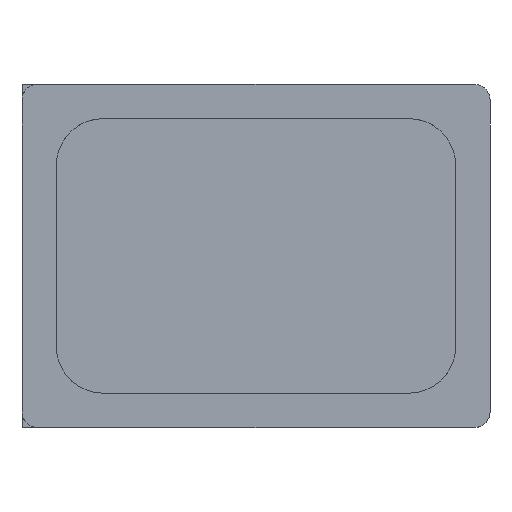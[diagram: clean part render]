
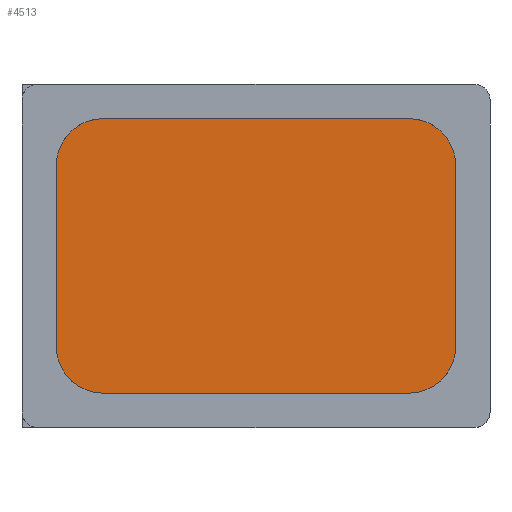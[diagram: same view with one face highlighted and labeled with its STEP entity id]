
A CAD part, top view. The second image highlights one B-rep face of the part: STEP entity #4513.
In plain terms, the highlighted planar face has unit normal (0, 0, 1).
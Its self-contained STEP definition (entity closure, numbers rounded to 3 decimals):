
#313=FACE_OUTER_BOUND('',#526,.T.);
#526=EDGE_LOOP('',(#3922,#3923,#3924,#3925,#3926,#3927,#3928,#3929,#3930,
#3931,#3932,#3933,#3934,#3935,#3936,#3937));
#596=CIRCLE('',#4774,1.05);
#597=CIRCLE('',#4775,1.05);
#598=CIRCLE('',#4776,1.05);
#599=CIRCLE('',#4777,1.05);
#1080=LINE('',#7112,#1596);
#1083=LINE('',#7163,#1599);
#1086=LINE('',#7233,#1602);
#1089=LINE('',#7319,#1605);
#1092=LINE('',#7354,#1608);
#1095=LINE('',#7440,#1611);
#1098=LINE('',#7475,#1614);
#1101=LINE('',#7561,#1617);
#1110=LINE('',#7588,#1626);
#1114=LINE('',#7594,#1630);
#1118=LINE('',#7600,#1634);
#1122=LINE('',#7606,#1638);
#1596=VECTOR('',#5793,1.05);
#1599=VECTOR('',#5796,1.05);
#1602=VECTOR('',#5801,1.05);
#1605=VECTOR('',#5806,1.05);
#1608=VECTOR('',#5809,1.05);
#1611=VECTOR('',#5814,1.05);
#1614=VECTOR('',#5817,1.05);
#1617=VECTOR('',#5822,1.05);
#1626=VECTOR('',#5851,5.5);
#1630=VECTOR('',#5859,9.5);
#1634=VECTOR('',#5867,5.5);
#1638=VECTOR('',#5875,9.5);
#2008=VERTEX_POINT('',#7109);
#2009=VERTEX_POINT('',#7111);
#2014=VERTEX_POINT('',#7160);
#2015=VERTEX_POINT('',#7162);
#2018=VERTEX_POINT('',#7230);
#2019=VERTEX_POINT('',#7232);
#2021=VERTEX_POINT('',#7270);
#2025=VERTEX_POINT('',#7318);
#2028=VERTEX_POINT('',#7351);
#2029=VERTEX_POINT('',#7353);
#2031=VERTEX_POINT('',#7391);
#2035=VERTEX_POINT('',#7439);
#2038=VERTEX_POINT('',#7472);
#2039=VERTEX_POINT('',#7474);
#2041=VERTEX_POINT('',#7512);
#2045=VERTEX_POINT('',#7560);
#2609=EDGE_CURVE('',#2009,#2008,#1080,.T.);
#2615=EDGE_CURVE('',#2015,#2014,#1083,.T.);
#2618=EDGE_CURVE('',#2014,#2009,#596,.T.);
#2621=EDGE_CURVE('',#2019,#2018,#1086,.T.);
#2626=EDGE_CURVE('',#2021,#2019,#597,.T.);
#2629=EDGE_CURVE('',#2025,#2021,#1089,.T.);
#2633=EDGE_CURVE('',#2029,#2028,#1092,.T.);
#2638=EDGE_CURVE('',#2031,#2029,#598,.T.);
#2641=EDGE_CURVE('',#2035,#2031,#1095,.T.);
#2645=EDGE_CURVE('',#2039,#2038,#1098,.T.);
#2650=EDGE_CURVE('',#2041,#2039,#599,.T.);
#2653=EDGE_CURVE('',#2045,#2041,#1101,.T.);
#2669=EDGE_CURVE('',#2015,#2018,#1110,.T.);
#2673=EDGE_CURVE('',#2025,#2038,#1114,.T.);
#2677=EDGE_CURVE('',#2045,#2028,#1118,.T.);
#2681=EDGE_CURVE('',#2035,#2008,#1122,.T.);
#3922=ORIENTED_EDGE('',*,*,#2618,.T.);
#3923=ORIENTED_EDGE('',*,*,#2609,.T.);
#3924=ORIENTED_EDGE('',*,*,#2681,.F.);
#3925=ORIENTED_EDGE('',*,*,#2641,.T.);
#3926=ORIENTED_EDGE('',*,*,#2638,.T.);
#3927=ORIENTED_EDGE('',*,*,#2633,.T.);
#3928=ORIENTED_EDGE('',*,*,#2677,.F.);
#3929=ORIENTED_EDGE('',*,*,#2653,.T.);
#3930=ORIENTED_EDGE('',*,*,#2650,.T.);
#3931=ORIENTED_EDGE('',*,*,#2645,.T.);
#3932=ORIENTED_EDGE('',*,*,#2673,.F.);
#3933=ORIENTED_EDGE('',*,*,#2629,.T.);
#3934=ORIENTED_EDGE('',*,*,#2626,.T.);
#3935=ORIENTED_EDGE('',*,*,#2621,.T.);
#3936=ORIENTED_EDGE('',*,*,#2669,.F.);
#3937=ORIENTED_EDGE('',*,*,#2615,.T.);
#4092=PLANE('',#4801);
#4513=ADVANCED_FACE('',(#313),#4092,.F.);
#4774=AXIS2_PLACEMENT_3D('',#7199,#5798,#5799);
#4775=AXIS2_PLACEMENT_3D('',#7279,#5804,#5805);
#4776=AXIS2_PLACEMENT_3D('',#7400,#5812,#5813);
#4777=AXIS2_PLACEMENT_3D('',#7521,#5820,#5821);
#4801=AXIS2_PLACEMENT_3D('',#7614,#5890,#5891);
#5793=DIRECTION('',(1.,0.,0.));
#5796=DIRECTION('',(0.,-1.,0.));
#5798=DIRECTION('center_axis',(0.,0.,1.));
#5799=DIRECTION('ref_axis',(-1.,0.,0.));
#5801=DIRECTION('',(0.,-1.,0.));
#5804=DIRECTION('center_axis',(0.,0.,1.));
#5805=DIRECTION('ref_axis',(0.,1.,0.));
#5806=DIRECTION('',(-1.,0.,0.));
#5809=DIRECTION('',(0.,1.,0.));
#5812=DIRECTION('center_axis',(0.,0.,1.));
#5813=DIRECTION('ref_axis',(0.,-1.,0.));
#5814=DIRECTION('',(1.,0.,0.));
#5817=DIRECTION('',(-1.,0.,0.));
#5820=DIRECTION('center_axis',(0.,0.,1.));
#5821=DIRECTION('ref_axis',(1.,0.,0.));
#5822=DIRECTION('',(0.,1.,0.));
#5851=DIRECTION('',(0.,1.,0.));
#5859=DIRECTION('',(1.,0.,0.));
#5867=DIRECTION('',(0.,-1.,0.));
#5875=DIRECTION('',(-1.,0.,0.));
#5890=DIRECTION('center_axis',(0.,0.,-1.));
#5891=DIRECTION('ref_axis',(-1.,0.,0.));
#7109=CARTESIAN_POINT('',(2.75,0.65,2.715));
#7111=CARTESIAN_POINT('',(1.7,0.65,2.715));
#7112=CARTESIAN_POINT('',(2.228,0.65,2.715));
#7160=CARTESIAN_POINT('',(0.65,1.7,2.715));
#7162=CARTESIAN_POINT('',(0.65,2.75,2.715));
#7163=CARTESIAN_POINT('',(0.65,2.227,2.715));
#7199=CARTESIAN_POINT('Origin',(1.7,1.7,2.715));
#7230=CARTESIAN_POINT('',(0.65,8.25,2.715));
#7232=CARTESIAN_POINT('',(0.65,9.3,2.715));
#7233=CARTESIAN_POINT('',(0.65,8.772,2.715));
#7270=CARTESIAN_POINT('',(1.7,10.35,2.715));
#7279=CARTESIAN_POINT('Origin',(1.7,9.3,2.715));
#7318=CARTESIAN_POINT('',(2.75,10.35,2.715));
#7319=CARTESIAN_POINT('',(2.227,10.35,2.715));
#7351=CARTESIAN_POINT('',(14.35,2.75,2.715));
#7353=CARTESIAN_POINT('',(14.35,1.7,2.715));
#7354=CARTESIAN_POINT('',(14.35,2.228,2.715));
#7391=CARTESIAN_POINT('',(13.3,0.65,2.715));
#7400=CARTESIAN_POINT('Origin',(13.3,1.7,2.715));
#7439=CARTESIAN_POINT('',(12.25,0.65,2.715));
#7440=CARTESIAN_POINT('',(12.773,0.65,2.715));
#7472=CARTESIAN_POINT('',(12.25,10.35,2.715));
#7474=CARTESIAN_POINT('',(13.3,10.35,2.715));
#7475=CARTESIAN_POINT('',(12.772,10.35,2.715));
#7512=CARTESIAN_POINT('',(14.35,9.3,2.715));
#7521=CARTESIAN_POINT('Origin',(13.3,9.3,2.715));
#7560=CARTESIAN_POINT('',(14.35,8.25,2.715));
#7561=CARTESIAN_POINT('',(14.35,8.773,2.715));
#7588=CARTESIAN_POINT('',(0.65,2.75,2.715));
#7594=CARTESIAN_POINT('',(2.75,10.35,2.715));
#7600=CARTESIAN_POINT('',(14.35,8.25,2.715));
#7606=CARTESIAN_POINT('',(12.25,0.65,2.715));
#7614=CARTESIAN_POINT('Origin',(1.7,1.7,2.715));
